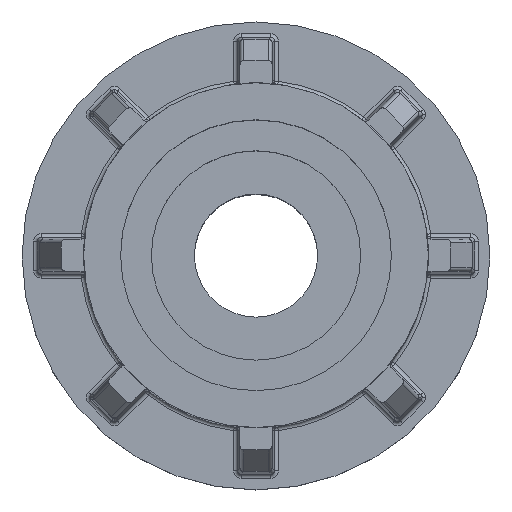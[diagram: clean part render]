
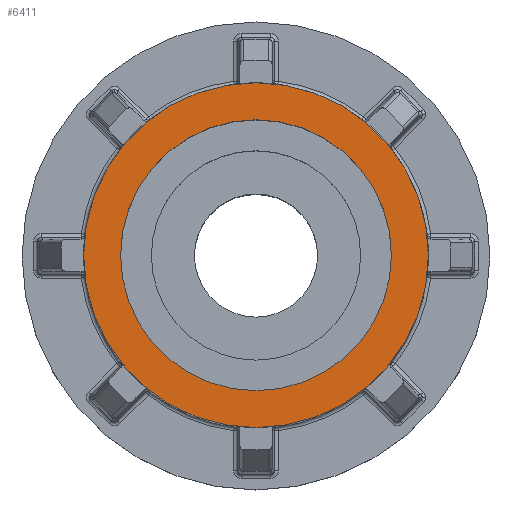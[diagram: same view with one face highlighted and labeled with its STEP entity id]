
A CAD part, top view. The second image highlights one B-rep face of the part: STEP entity #6411.
In plain terms, the highlighted planar face has unit normal (0, 0, 1).
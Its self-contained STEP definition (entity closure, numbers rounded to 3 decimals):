
#122 = DIRECTION ( 'NONE',  ( 0., 0., 1. ) ) ;
#332 = DIRECTION ( 'NONE',  ( 0., 0., 1. ) ) ;
#625 = FACE_BOUND ( 'NONE', #8589, .T. ) ;
#632 = CARTESIAN_POINT ( 'NONE',  ( -14., 0., 43. ) ) ;
#666 = FACE_OUTER_BOUND ( 'NONE', #8878, .T. ) ;
#909 = CARTESIAN_POINT ( 'NONE',  ( 0., 0., 43. ) ) ;
#1662 = AXIS2_PLACEMENT_3D ( 'NONE', #5255, #7406, #2994 ) ;
#1674 = DIRECTION ( 'NONE',  ( 1., 0., 0. ) ) ;
#1678 = CARTESIAN_POINT ( 'NONE',  ( -11., 0., 43. ) ) ;
#1800 = VERTEX_POINT ( 'NONE', #7074 ) ;
#2115 = CIRCLE ( 'NONE', #6803, 14. ) ;
#2508 = DIRECTION ( 'NONE',  ( 0., 0., 1. ) ) ;
#2730 = VERTEX_POINT ( 'NONE', #3551 ) ;
#2994 = DIRECTION ( 'NONE',  ( 1., 0., 0. ) ) ;
#3551 = CARTESIAN_POINT ( 'NONE',  ( 14., 0., 43. ) ) ;
#3830 = AXIS2_PLACEMENT_3D ( 'NONE', #7000, #2508, #7659 ) ;
#4401 = AXIS2_PLACEMENT_3D ( 'NONE', #909, #6270, #1674 ) ;
#4742 = CARTESIAN_POINT ( 'NONE',  ( 0., 0., 43. ) ) ;
#4961 = CARTESIAN_POINT ( 'NONE',  ( 0., 0., 43. ) ) ;
#5067 = ORIENTED_EDGE ( 'NONE', *, *, #7462, .F. ) ;
#5193 = CIRCLE ( 'NONE', #9403, 11. ) ;
#5255 = CARTESIAN_POINT ( 'NONE',  ( 0., 0., 43. ) ) ;
#5274 = CIRCLE ( 'NONE', #4401, 14. ) ;
#5406 = EDGE_CURVE ( 'NONE', #2730, #6385, #5274, .T. ) ;
#5509 = DIRECTION ( 'NONE',  ( 1., 0., 0. ) ) ;
#5717 = DIRECTION ( 'NONE',  ( 1., 0., 0. ) ) ;
#6089 = EDGE_CURVE ( 'NONE', #6385, #2730, #2115, .T. ) ;
#6270 = DIRECTION ( 'NONE',  ( 0., 0., 1. ) ) ;
#6385 = VERTEX_POINT ( 'NONE', #632 ) ;
#6411 = ADVANCED_FACE ( 'NONE', ( #625, #666 ), #8694, .T. ) ;
#6580 = ORIENTED_EDGE ( 'NONE', *, *, #6089, .T. ) ;
#6803 = AXIS2_PLACEMENT_3D ( 'NONE', #4742, #122, #5509 ) ;
#7000 = CARTESIAN_POINT ( 'NONE',  ( 0., 0., 43. ) ) ;
#7074 = CARTESIAN_POINT ( 'NONE',  ( 11., 0., 43. ) ) ;
#7406 = DIRECTION ( 'NONE',  ( 0., 0., 1. ) ) ;
#7462 = EDGE_CURVE ( 'NONE', #1800, #8523, #8395, .T. ) ;
#7659 = DIRECTION ( 'NONE',  ( 1., 0., 0. ) ) ;
#7797 = ORIENTED_EDGE ( 'NONE', *, *, #5406, .T. ) ;
#8395 = CIRCLE ( 'NONE', #3830, 11. ) ;
#8523 = VERTEX_POINT ( 'NONE', #1678 ) ;
#8589 = EDGE_LOOP ( 'NONE', ( #5067, #8663 ) ) ;
#8637 = EDGE_CURVE ( 'NONE', #8523, #1800, #5193, .T. ) ;
#8663 = ORIENTED_EDGE ( 'NONE', *, *, #8637, .F. ) ;
#8694 = PLANE ( 'NONE',  #1662 ) ;
#8878 = EDGE_LOOP ( 'NONE', ( #6580, #7797 ) ) ;
#9403 = AXIS2_PLACEMENT_3D ( 'NONE', #4961, #332, #5717 ) ;
